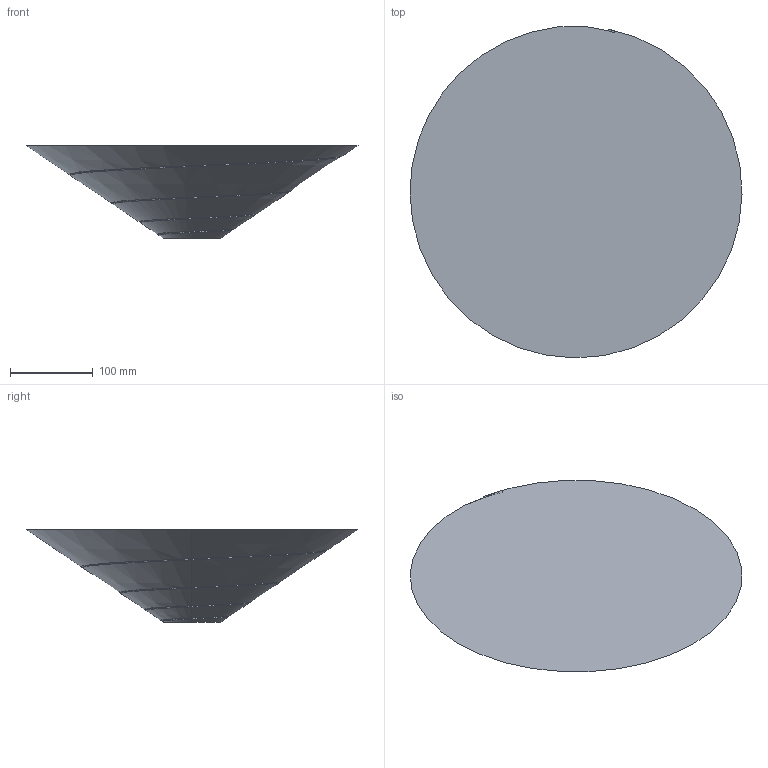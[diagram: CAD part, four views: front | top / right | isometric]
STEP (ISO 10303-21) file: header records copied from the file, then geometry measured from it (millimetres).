
FILE_DESCRIPTION(/* description */ (''),/* implementation_level */ '2;1');
FILE_NAME(/* name */ 'Logarithmic sweep with guiding surface-mm.stp',/* time_stamp */ '2021-01-15T09:03:21+01:00',/* author */ ('Walter'),/* organization */ (''),/* preprocessor_version */ 'ST-DEVELOPER v18.1',/* originating_system */ 'Autodesk Inventor 2022',/* authorisation */ '');
FILE_SCHEMA (('AUTOMOTIVE_DESIGN { 1 0 10303 214 3 1 1 }'));
Length unit declared in the file: millimetre
Products named in the file (1): Logarithmic sweep with guiding surface-mm
Bounding box: 400.98 x 400.79 x 112.3 mm (x, y, z)
Volume: 5665030.8 mm3; surface area: 280120 mm2
Topology: 1 solids, 1 shells, 10 faces, 24 edges, 16 vertices
Faces by surface type: cone 6, bspline 2, plane 2
Entity records: 2666 total; most frequent: CARTESIAN_POINT 2409, ORIENTED_EDGE 48, DIRECTION 31, EDGE_CURVE 24, VERTEX_POINT 16, B_SPLINE_CURVE_WITH_KNOTS 15, AXIS2_PLACEMENT_3D 13, FACE_OUTER_BOUND 10
